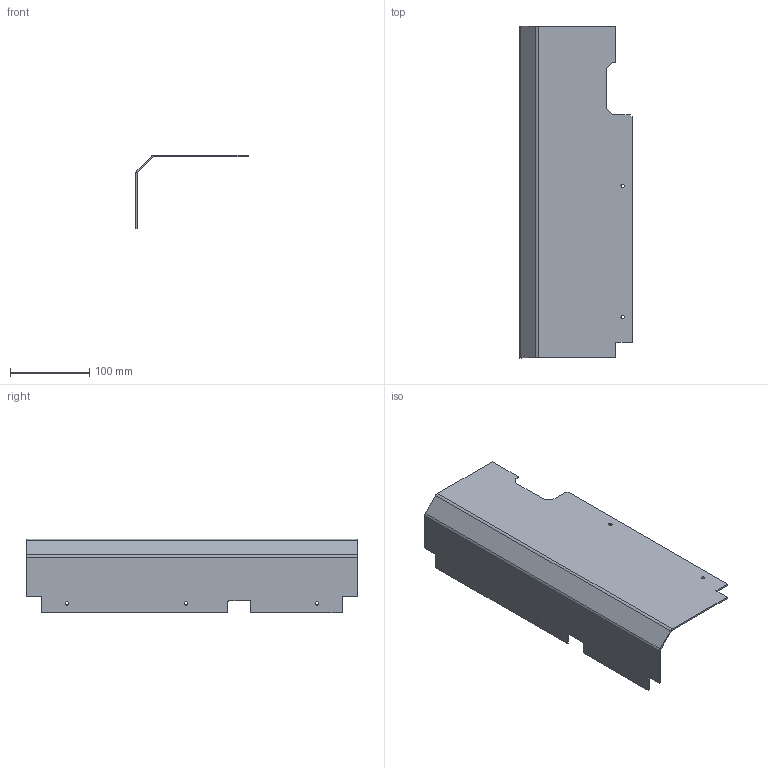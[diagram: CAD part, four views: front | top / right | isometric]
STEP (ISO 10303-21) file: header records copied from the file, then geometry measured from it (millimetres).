
FILE_DESCRIPTION(('FreeCAD Model'),'2;1');
FILE_NAME('Electronics_Cover_Solid.step' ,'2019-05-31T20:46:33',('Author'),(''), 'Open CASCADE STEP processor 7.3','FreeCAD','Unknown');
FILE_SCHEMA(('AUTOMOTIVE_DESIGN { 1 0 10303 214 1 1 1 1 }'));
Length unit declared in the file: millimetre
Products named in the file (1): electronics_cover
Bounding box: 141.5 x 418 x 93 mm (x, y, z)
Volume: 174460.1 mm3; surface area: 177235.5 mm2
Topology: 1 solids, 1 shells, 47 faces, 119 edges, 74 vertices
Faces by surface type: plane 36, cylinder 11
Full cylindrical faces by diameter (mm): 4.2 x5
Entity records: 3309 total; most frequent: CARTESIAN_POINT 555, DIRECTION 449, LINE 297, VECTOR 297, ORIENTED_EDGE 238, PCURVE 238, DEFINITIONAL_REPRESENTATION 238, EDGE_CURVE 119
